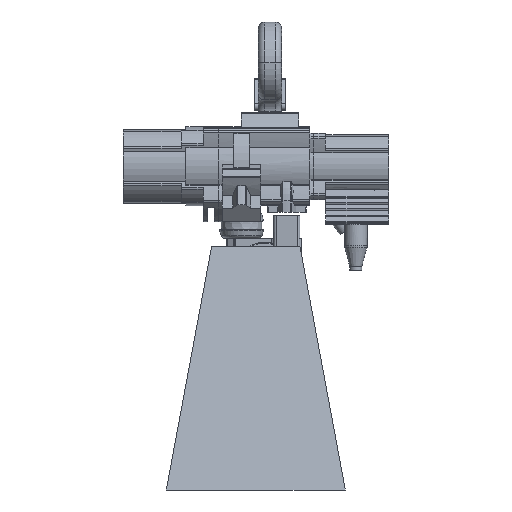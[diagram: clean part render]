
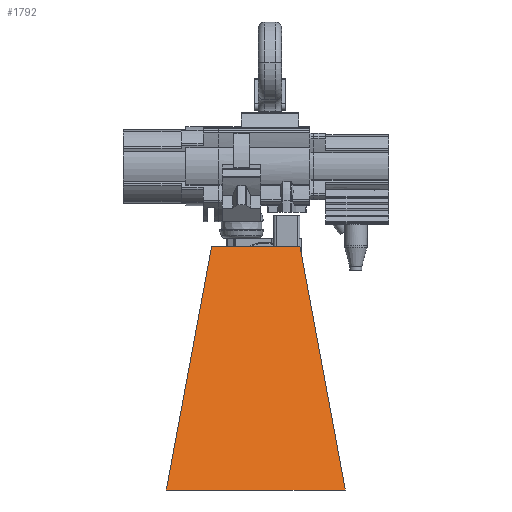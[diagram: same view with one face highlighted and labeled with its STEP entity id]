
A CAD part, left-side view. The second image highlights one B-rep face of the part: STEP entity #1792.
In plain terms, the highlighted planar face has unit normal (-0.958, 0, 0.286).
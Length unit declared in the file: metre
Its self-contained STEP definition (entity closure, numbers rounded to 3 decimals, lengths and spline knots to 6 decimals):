
#1792=ADVANCED_FACE('',(#3699),#3700,.F.);
#3699=FACE_OUTER_BOUND('',#8703,.T.);
#3700=PLANE('',#8704);
#8703=EDGE_LOOP('',(#15483,#15484,#15485,#15486));
#8704=AXIS2_PLACEMENT_3D('',#15487,#15488,#15489);
#15483=ORIENTED_EDGE('',*,*,#19372,.F.);
#15484=ORIENTED_EDGE('',*,*,#19623,.F.);
#15485=ORIENTED_EDGE('',*,*,#19391,.T.);
#15486=ORIENTED_EDGE('',*,*,#19186,.T.);
#15487=CARTESIAN_POINT('',(-0.23,-0.115,0.));
#15488=DIRECTION('',(0.958,0.,-0.286));
#15489=DIRECTION('',(-0.286,0.,-0.958));
#19186=EDGE_CURVE('',#22567,#22565,#22568,.F.);
#19372=EDGE_CURVE('',#22815,#22565,#22817,.T.);
#19391=EDGE_CURVE('',#22842,#22567,#22843,.T.);
#19623=EDGE_CURVE('',#22842,#22815,#23159,.T.);
#22565=VERTEX_POINT('',#28557);
#22567=VERTEX_POINT('',#28560);
#22568=LINE('',#28561,#28562);
#22815=VERTEX_POINT('',#29263);
#22817=LINE('',#29266,#29267);
#22842=VERTEX_POINT('',#29306);
#22843=LINE('',#29307,#29308);
#23159=LINE('',#30077,#30078);
#28557=CARTESIAN_POINT('',(-0.419,0.233005,-0.633));
#28560=CARTESIAN_POINT('',(-0.23,0.115,0.));
#28561=CARTESIAN_POINT('',(-0.218609,0.107888,0.03815));
#28562=VECTOR('',#33397,1.);
#29263=CARTESIAN_POINT('',(-0.419,-0.233005,-0.633));
#29266=CARTESIAN_POINT('',(-0.419,-0.115,-0.633));
#29267=VECTOR('',#33651,1.);
#29306=CARTESIAN_POINT('',(-0.23,-0.115,0.));
#29307=CARTESIAN_POINT('',(-0.23,-0.115,0.));
#29308=VECTOR('',#33673,1.);
#30077=CARTESIAN_POINT('',(-0.23,-0.115,0.));
#30078=VECTOR('',#33976,1.);
#33397=DIRECTION('',(0.282,-0.176,0.943));
#33651=DIRECTION('',(0.,1.,0.));
#33673=DIRECTION('',(0.,1.,0.));
#33976=DIRECTION('',(-0.282,-0.176,-0.943));
